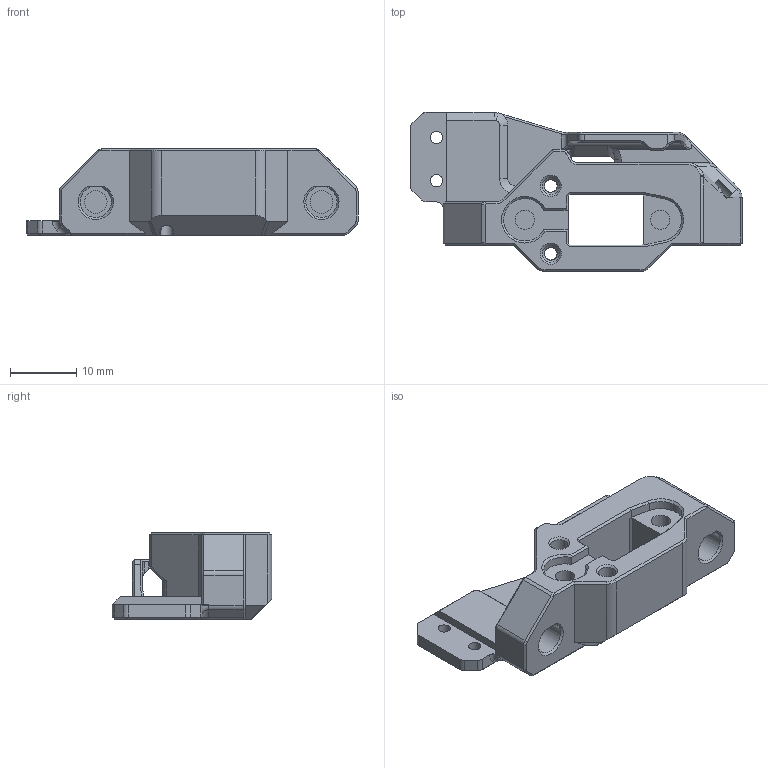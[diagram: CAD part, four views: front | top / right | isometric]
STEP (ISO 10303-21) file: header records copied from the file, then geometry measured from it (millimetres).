
FILE_DESCRIPTION(/* description */ ('','CAx-IF Rec.Pracs.---Representation and Presentation of Product Manufacturing Information (PMI)---4.0---2014-10-13'),/* implementation_level */ '2;1');
FILE_NAME(/* name */ '',/* time_stamp */ '2024-11-20T16:58:52+08:00',/* author */ (''),/* organization */ (''),/* preprocessor_version */ 'ST-DEVELOPER v20',/* originating_system */ 'Autodesk Translation Framework v13.20.0.188',/* authorisation */ '');
FILE_SCHEMA (('AP242_MANAGED_MODEL_BASED_3D_ENGINEERING_MIM_LF { 1 0 10303 442 1 1 4 }'));
Length unit declared in the file: millimetre
Products named in the file (1): Endstop_Mount-Euclid
Bounding box: 50 x 24 x 13 mm (x, y, z)
Volume: 6242.8 mm3; surface area: 4115.8 mm2
Topology: 1 solids, 1 shells, 294 faces, 742 edges, 452 vertices
Faces by surface type: plane 156, cylinder 58, cone 43, bspline 36, torus 1
Full cylindrical faces by diameter (mm): 1.85 x2, 1.9 x2, 2 x2, 2.6 x2, 2.9 x2, 3.4 x2
Entity records: 10649 total; most frequent: CARTESIAN_POINT 3702, ORIENTED_EDGE 1482, DIRECTION 1355, EDGE_CURVE 741, LINE 503, VECTOR 503, VERTEX_POINT 452, AXIS2_PLACEMENT_3D 426
